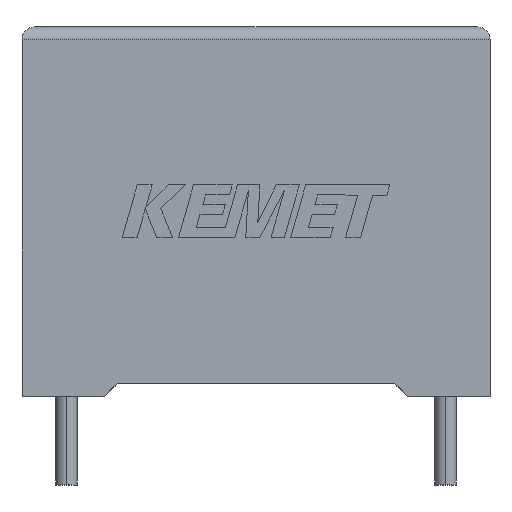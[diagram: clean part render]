
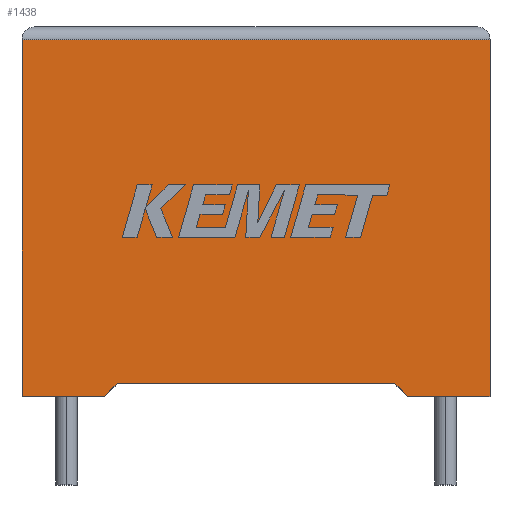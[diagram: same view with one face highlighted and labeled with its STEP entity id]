
A CAD part, top view. The second image highlights one B-rep face of the part: STEP entity #1438.
In plain terms, the highlighted planar face has unit normal (0, 0, 1).
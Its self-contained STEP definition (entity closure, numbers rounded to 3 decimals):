
#16 = ORIENTED_EDGE ( 'NONE', *, *, #2858, .F. ) ;
#26 = VERTEX_POINT ( 'NONE', #2584 ) ;
#52 = DIRECTION ( 'NONE',  ( 0., -1., 0. ) ) ;
#62 = VECTOR ( 'NONE', #312, 1000. ) ;
#85 = DIRECTION ( 'NONE',  ( 0.714, -0.7, 0. ) ) ;
#89 = LINE ( 'NONE', #2184, #1904 ) ;
#108 = CARTESIAN_POINT ( 'NONE',  ( 14.736, 0.503, 8.7 ) ) ;
#265 = DIRECTION ( 'NONE',  ( 1., 0., 0. ) ) ;
#296 = CARTESIAN_POINT ( 'NONE',  ( 3.25, 0., 8.7 ) ) ;
#312 = DIRECTION ( 'NONE',  ( -1., 0., 0. ) ) ;
#423 = PLANE ( 'NONE',  #1911 ) ;
#478 = EDGE_CURVE ( 'NONE', #900, #671, #89, .T. ) ;
#581 = CARTESIAN_POINT ( 'NONE',  ( 3.764, 0.503, 8.7 ) ) ;
#587 = VERTEX_POINT ( 'NONE', #581 ) ;
#653 = EDGE_CURVE ( 'NONE', #26, #816, #1685, .T. ) ;
#670 = DIRECTION ( 'NONE',  ( -1., 0., 0. ) ) ;
#671 = VERTEX_POINT ( 'NONE', #1898 ) ;
#731 = DIRECTION ( 'NONE',  ( 0., 1., 0. ) ) ;
#767 = CARTESIAN_POINT ( 'NONE',  ( 15.25, 0., 8.7 ) ) ;
#789 = LINE ( 'NONE', #2177, #62 ) ;
#796 = VERTEX_POINT ( 'NONE', #296 ) ;
#813 = VECTOR ( 'NONE', #3015, 1000. ) ;
#816 = VERTEX_POINT ( 'NONE', #1551 ) ;
#897 = DIRECTION ( 'NONE',  ( 0., 0., -1. ) ) ;
#899 = VECTOR ( 'NONE', #85, 1000. ) ;
#900 = VERTEX_POINT ( 'NONE', #1863 ) ;
#1017 = CARTESIAN_POINT ( 'NONE',  ( 0., 0., 8.7 ) ) ;
#1088 = EDGE_CURVE ( 'NONE', #671, #796, #1672, .T. ) ;
#1091 = ORIENTED_EDGE ( 'NONE', *, *, #1088, .T. ) ;
#1103 = VECTOR ( 'NONE', #2740, 1000. ) ;
#1257 = LINE ( 'NONE', #1017, #813 ) ;
#1290 = ORIENTED_EDGE ( 'NONE', *, *, #653, .T. ) ;
#1343 = LINE ( 'NONE', #2805, #1103 ) ;
#1393 = ORIENTED_EDGE ( 'NONE', *, *, #2692, .F. ) ;
#1405 = VECTOR ( 'NONE', #265, 1000. ) ;
#1438 = ADVANCED_FACE ( 'NONE', ( #2314 ), #423, .F. ) ;
#1440 = ORIENTED_EDGE ( 'NONE', *, *, #1654, .T. ) ;
#1551 = CARTESIAN_POINT ( 'NONE',  ( 18.5, 14.1, 8.7 ) ) ;
#1654 = EDGE_CURVE ( 'NONE', #2035, #2774, #1953, .T. ) ;
#1655 = CARTESIAN_POINT ( 'NONE',  ( 0., 0., 8.7 ) ) ;
#1672 = LINE ( 'NONE', #1655, #1405 ) ;
#1676 = ORIENTED_EDGE ( 'NONE', *, *, #3025, .T. ) ;
#1685 = LINE ( 'NONE', #2651, #2294 ) ;
#1724 = ORIENTED_EDGE ( 'NONE', *, *, #2746, .T. ) ;
#1762 = VECTOR ( 'NONE', #2572, 1000. ) ;
#1802 = CARTESIAN_POINT ( 'NONE',  ( 15.25, 0., 8.7 ) ) ;
#1837 = LINE ( 'NONE', #2772, #1762 ) ;
#1863 = CARTESIAN_POINT ( 'NONE',  ( 0., 14.1, 8.7 ) ) ;
#1898 = CARTESIAN_POINT ( 'NONE',  ( 0., 0., 8.7 ) ) ;
#1904 = VECTOR ( 'NONE', #52, 1000. ) ;
#1911 = AXIS2_PLACEMENT_3D ( 'NONE', #2762, #897, #670 ) ;
#1953 = LINE ( 'NONE', #767, #899 ) ;
#2035 = VERTEX_POINT ( 'NONE', #108 ) ;
#2087 = EDGE_LOOP ( 'NONE', ( #1290, #1724, #2562, #1091, #1393, #16, #1440, #1676 ) ) ;
#2177 = CARTESIAN_POINT ( 'NONE',  ( 9.25, 0.503, 8.7 ) ) ;
#2184 = CARTESIAN_POINT ( 'NONE',  ( 0., 0., 8.7 ) ) ;
#2294 = VECTOR ( 'NONE', #731, 1000. ) ;
#2314 = FACE_OUTER_BOUND ( 'NONE', #2087, .T. ) ;
#2562 = ORIENTED_EDGE ( 'NONE', *, *, #478, .T. ) ;
#2572 = DIRECTION ( 'NONE',  ( -1., 0., 0. ) ) ;
#2584 = CARTESIAN_POINT ( 'NONE',  ( 18.5, 0., 8.7 ) ) ;
#2651 = CARTESIAN_POINT ( 'NONE',  ( 18.5, 0., 8.7 ) ) ;
#2692 = EDGE_CURVE ( 'NONE', #587, #796, #1343, .T. ) ;
#2740 = DIRECTION ( 'NONE',  ( -0.714, -0.7, 0. ) ) ;
#2746 = EDGE_CURVE ( 'NONE', #816, #900, #1837, .T. ) ;
#2762 = CARTESIAN_POINT ( 'NONE',  ( 0., 0., 8.7 ) ) ;
#2772 = CARTESIAN_POINT ( 'NONE',  ( 0., 14.1, 8.7 ) ) ;
#2774 = VERTEX_POINT ( 'NONE', #1802 ) ;
#2805 = CARTESIAN_POINT ( 'NONE',  ( 3.25, 0., 8.7 ) ) ;
#2858 = EDGE_CURVE ( 'NONE', #2035, #587, #789, .T. ) ;
#3015 = DIRECTION ( 'NONE',  ( 1., 0., 0. ) ) ;
#3025 = EDGE_CURVE ( 'NONE', #2774, #26, #1257, .T. ) ;
